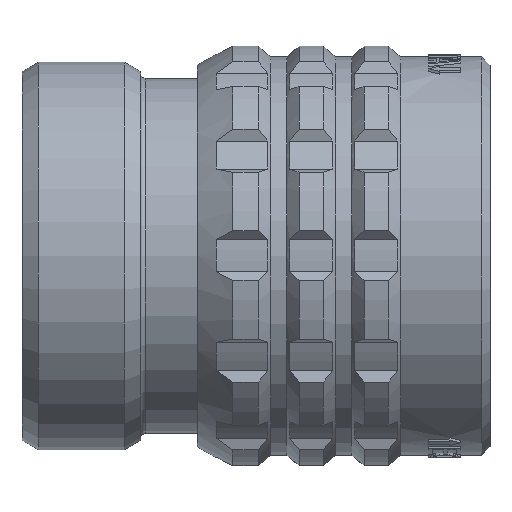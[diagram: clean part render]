
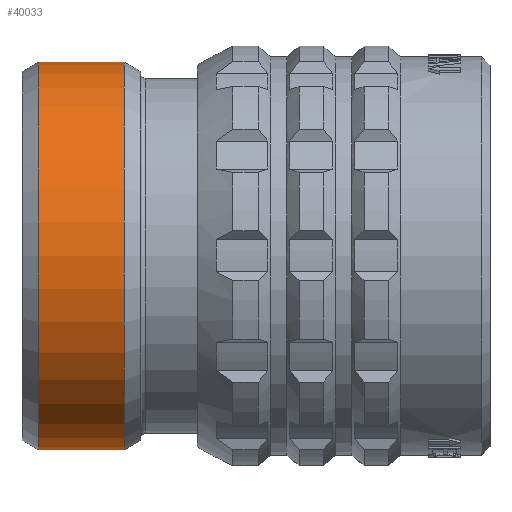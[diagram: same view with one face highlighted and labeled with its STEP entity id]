
A CAD part, top view. The second image highlights one B-rep face of the part: STEP entity #40033.
In plain terms, the highlighted cylindrical face has radius 11.925 mm (diameter 23.85 mm), a partial arc.
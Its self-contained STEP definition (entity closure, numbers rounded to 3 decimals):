
#3386=CARTESIAN_POINT('',(1.,0.,0.));
#3387=DIRECTION('',(1.,0.,0.));
#3388=DIRECTION('',(0.,1.,0.));
#3389=AXIS2_PLACEMENT_3D('',#3386,#3387,#3388);
#3391=CARTESIAN_POINT('',(6.3,0.,0.));
#3392=DIRECTION('',(1.,0.,0.));
#3393=DIRECTION('',(0.,1.,0.));
#3394=AXIS2_PLACEMENT_3D('',#3391,#3392,#3393);
#3396=DIRECTION('',(-1.,0.,0.));
#3397=VECTOR('',#3396,5.3);
#3398=CARTESIAN_POINT('',(6.3,11.925,0.));
#3399=LINE('2374',#3398,#3397);
#3400=DIRECTION('',(-1.,0.,0.));
#3401=VECTOR('',#3400,5.3);
#3402=CARTESIAN_POINT('',(6.3,-11.925,0.));
#3403=LINE('2380',#3402,#3401);
#30940=CARTESIAN_POINT('',(6.3,11.925,0.));
#30942=VERTEX_POINT('',#30940);
#30943=CARTESIAN_POINT('',(1.,11.925,0.));
#30944=VERTEX_POINT('',#30943);
#30952=CARTESIAN_POINT('',(6.3,-11.925,0.));
#30954=VERTEX_POINT('',#30952);
#30955=CARTESIAN_POINT('',(1.,-11.925,0.));
#30956=VERTEX_POINT('',#30955);
#40019=CARTESIAN_POINT('',(-1.44,0.,0.));
#40020=DIRECTION('',(1.,0.,0.));
#40021=DIRECTION('',(0.,-1.,0.));
#40022=AXIS2_PLACEMENT_3D('',#40019,#40020,#40021);
#40023=CYLINDRICAL_SURFACE('278',#40022,11.925);
#40025=ORIENTED_EDGE('2374',*,*,#40024,.F.);
#40027=ORIENTED_EDGE('2392',*,*,#40026,.T.);
#40029=ORIENTED_EDGE('2380',*,*,#40028,.T.);
#40030=ORIENTED_EDGE('2393',*,*,#40005,.F.);
#40031=EDGE_LOOP('278',(#40025,#40027,#40029,#40030));
#40032=FACE_OUTER_BOUND('278',#40031,.F.);
#3390=CIRCLE('2393',#3389,11.925);
#3395=CIRCLE('2392',#3394,11.925);
#40005=EDGE_CURVE('2393',#30944,#30956,#3390,.T.);
#40024=EDGE_CURVE('2374',#30942,#30944,#3399,.T.);
#40026=EDGE_CURVE('2392',#30942,#30954,#3395,.T.);
#40028=EDGE_CURVE('2380',#30954,#30956,#3403,.T.);
#40033=ADVANCED_FACE('278',(#40032),#40023,.T.);
